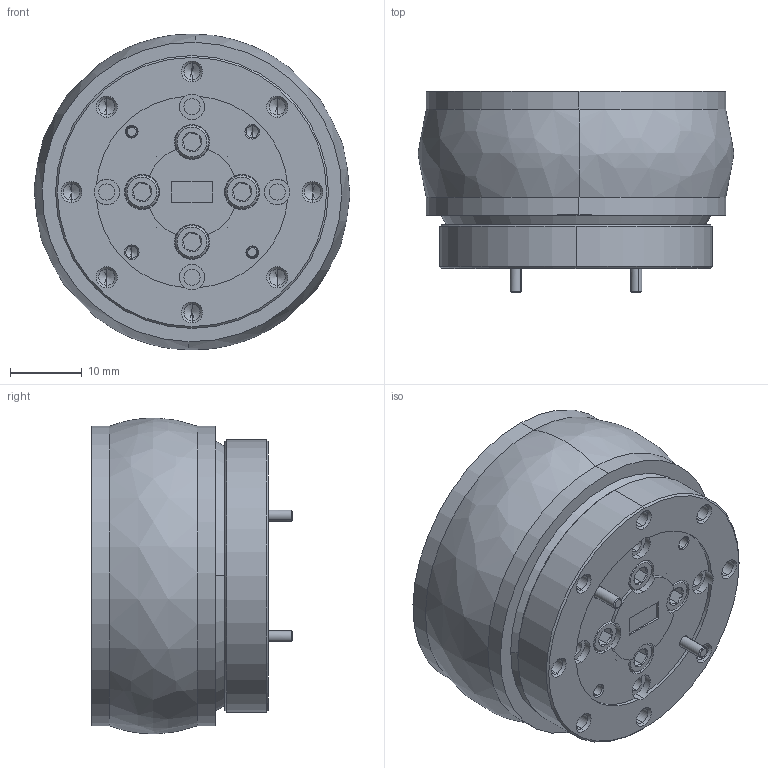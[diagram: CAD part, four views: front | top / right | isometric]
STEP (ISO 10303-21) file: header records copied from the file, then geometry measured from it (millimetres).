
FILE_DESCRIPTION (( 'STEP AP203' ), '1' );
FILE_NAME ('AO-Q05-030.STEP', '2025-06-06T17:10:50', ( '' ), ( '' ), 'SwSTEP 2.0', 'SolidWorks 2021', '' );
FILE_SCHEMA (( 'CONFIG_CONTROL_DESIGN' ));
Length unit declared in the file: inch
Products named in the file (1): AO-Q05-030
Bounding box: 44.13 x 28.07 x 44.11 mm (x, y, z)
Volume: 32605.2 mm3; surface area: 7792.1 mm2
Topology: 1 solids, 7 shells, 273 faces, 614 edges, 350 vertices
Faces by surface type: cone 124, cylinder 86, plane 61, bspline 2
Entity records: 7573 total; most frequent: CARTESIAN_POINT 1424, DIRECTION 1394, ORIENTED_EDGE 1164, EDGE_CURVE 582, AXIS2_PLACEMENT_3D 570, VERTEX_POINT 350, EDGE_LOOP 308, CIRCLE 298
